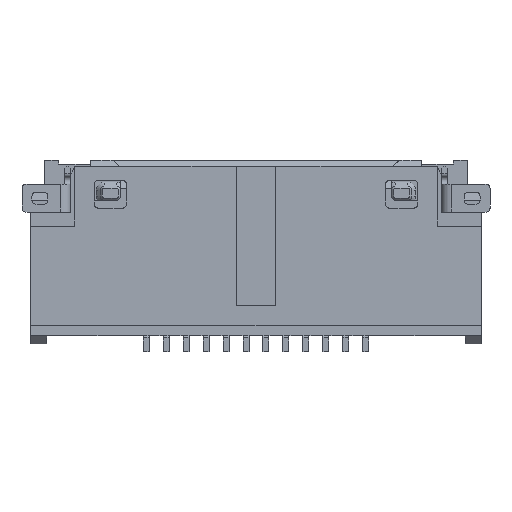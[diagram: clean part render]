
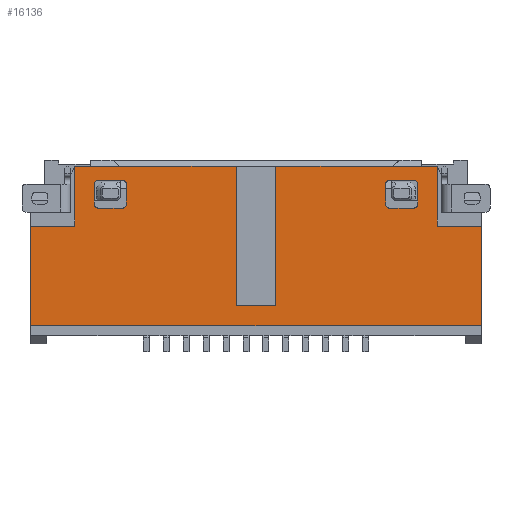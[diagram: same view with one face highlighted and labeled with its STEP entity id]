
A CAD part, left-side view. The second image highlights one B-rep face of the part: STEP entity #16136.
In plain terms, the highlighted planar face has unit normal (-1, 0, 0).
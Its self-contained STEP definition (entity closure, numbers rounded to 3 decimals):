
#1=DIRECTION('',(0.,0.,-1.));
#2=VECTOR('',#1,0.5);
#3=CARTESIAN_POINT('',(0.,2.4,-0.45));
#4=LINE('',#3,#2);
#5=CARTESIAN_POINT('',(0.,2.3,-0.95));
#6=DIRECTION('',(-1.,0.,0.));
#7=DIRECTION('',(0.,1.,0.));
#8=AXIS2_PLACEMENT_3D('',#5,#6,#7);
#10=DIRECTION('',(0.,-1.,0.));
#11=VECTOR('',#10,0.6);
#12=CARTESIAN_POINT('',(0.,2.3,-1.05));
#13=LINE('',#12,#11);
#14=CARTESIAN_POINT('',(0.,1.7,-0.95));
#15=DIRECTION('',(-1.,0.,0.));
#16=DIRECTION('',(0.,0.,-1.));
#17=AXIS2_PLACEMENT_3D('',#14,#15,#16);
#19=DIRECTION('',(0.,0.,1.));
#20=VECTOR('',#19,0.5);
#21=CARTESIAN_POINT('',(0.,1.6,-0.95));
#22=LINE('',#21,#20);
#23=CARTESIAN_POINT('',(0.,1.7,-0.45));
#24=DIRECTION('',(-1.,0.,0.));
#25=DIRECTION('',(0.,-1.,0.));
#26=AXIS2_PLACEMENT_3D('',#23,#24,#25);
#28=DIRECTION('',(0.,1.,0.));
#29=VECTOR('',#28,0.6);
#30=CARTESIAN_POINT('',(0.,1.7,-0.35));
#31=LINE('',#30,#29);
#32=CARTESIAN_POINT('',(0.,2.3,-0.45));
#33=DIRECTION('',(-1.,0.,0.));
#34=DIRECTION('',(0.,0.,1.));
#35=AXIS2_PLACEMENT_3D('',#32,#33,#34);
#37=DIRECTION('',(0.,-1.,0.));
#38=VECTOR('',#37,0.6);
#39=CARTESIAN_POINT('',(0.,9.6,-1.05));
#40=LINE('',#39,#38);
#41=CARTESIAN_POINT('',(0.,9.,-0.95));
#42=DIRECTION('',(-1.,0.,0.));
#43=DIRECTION('',(0.,0.,-1.));
#44=AXIS2_PLACEMENT_3D('',#41,#42,#43);
#46=DIRECTION('',(0.,0.,1.));
#47=VECTOR('',#46,0.5);
#48=CARTESIAN_POINT('',(0.,8.9,-0.95));
#49=LINE('',#48,#47);
#50=CARTESIAN_POINT('',(0.,9.,-0.45));
#51=DIRECTION('',(-1.,0.,0.));
#52=DIRECTION('',(0.,-1.,0.));
#53=AXIS2_PLACEMENT_3D('',#50,#51,#52);
#55=DIRECTION('',(0.,1.,0.));
#56=VECTOR('',#55,0.6);
#57=CARTESIAN_POINT('',(0.,9.,-0.35));
#58=LINE('',#57,#56);
#59=CARTESIAN_POINT('',(0.,9.6,-0.45));
#60=DIRECTION('',(-1.,0.,0.));
#61=DIRECTION('',(0.,0.,1.));
#62=AXIS2_PLACEMENT_3D('',#59,#60,#61);
#64=DIRECTION('',(0.,0.,-1.));
#65=VECTOR('',#64,0.5);
#66=CARTESIAN_POINT('',(0.,9.7,-0.45));
#67=LINE('',#66,#65);
#68=CARTESIAN_POINT('',(0.,9.6,-0.95));
#69=DIRECTION('',(-1.,0.,0.));
#70=DIRECTION('',(0.,1.,0.));
#71=AXIS2_PLACEMENT_3D('',#68,#69,#70);
#73=DIRECTION('',(0.,0.,1.));
#74=VECTOR('',#73,2.5);
#75=CARTESIAN_POINT('',(0.,11.3,-4.));
#76=LINE('',#75,#74);
#77=DIRECTION('',(0.,-1.,0.));
#78=VECTOR('',#77,1.11);
#79=CARTESIAN_POINT('',(0.,11.3,-1.5));
#80=LINE('',#79,#78);
#81=DIRECTION('',(0.,0.,1.));
#82=VECTOR('',#81,1.5);
#83=CARTESIAN_POINT('',(0.,10.19,-1.5));
#84=LINE('',#83,#82);
#85=DIRECTION('',(0.,-1.,0.));
#86=VECTOR('',#85,4.04);
#87=CARTESIAN_POINT('',(0.,10.19,0.));
#88=LINE('',#87,#86);
#89=DIRECTION('',(0.,1.,0.));
#90=VECTOR('',#89,1.);
#91=CARTESIAN_POINT('',(0.,5.15,-3.5));
#92=LINE('',#91,#90);
#93=DIRECTION('',(0.,-1.,0.));
#94=VECTOR('',#93,4.04);
#95=CARTESIAN_POINT('',(0.,5.15,0.));
#96=LINE('',#95,#94);
#97=DIRECTION('',(0.,0.,-1.));
#98=VECTOR('',#97,1.5);
#99=CARTESIAN_POINT('',(0.,1.11,0.));
#100=LINE('',#99,#98);
#101=DIRECTION('',(0.,-1.,0.));
#102=VECTOR('',#101,1.11);
#103=CARTESIAN_POINT('',(0.,1.11,-1.5));
#104=LINE('',#103,#102);
#105=DIRECTION('',(0.,0.,-1.));
#106=VECTOR('',#105,2.5);
#107=CARTESIAN_POINT('',(0.,0.,-1.5));
#108=LINE('',#107,#106);
#1009=DIRECTION('',(0.,-1.,0.));
#1010=VECTOR('',#1009,11.3);
#1011=CARTESIAN_POINT('',(0.,11.3,-4.));
#1012=LINE('',#1011,#1010);
#1154=DIRECTION('',(0.,0.,1.));
#1155=VECTOR('',#1154,3.5);
#1156=CARTESIAN_POINT('',(0.,6.15,-3.5));
#1157=LINE('',#1156,#1155);
#1162=DIRECTION('',(0.,0.,-1.));
#1163=VECTOR('',#1162,3.5);
#1164=CARTESIAN_POINT('',(0.,5.15,0.));
#1165=LINE('',#1164,#1163);
#12345=CARTESIAN_POINT('',(0.,11.3,-4.));
#12346=CARTESIAN_POINT('',(0.,11.3,-1.5));
#12347=VERTEX_POINT('',#12345);
#12348=VERTEX_POINT('',#12346);
#12349=CARTESIAN_POINT('',(0.,10.19,-1.5));
#12350=VERTEX_POINT('',#12349);
#12351=CARTESIAN_POINT('',(0.,10.19,0.));
#12352=VERTEX_POINT('',#12351);
#12353=CARTESIAN_POINT('',(0.,1.11,0.));
#12354=CARTESIAN_POINT('',(0.,1.11,-1.5));
#12355=VERTEX_POINT('',#12353);
#12356=VERTEX_POINT('',#12354);
#12357=CARTESIAN_POINT('',(0.,0.,-1.5));
#12358=VERTEX_POINT('',#12357);
#12359=CARTESIAN_POINT('',(0.,0.,-4.));
#12360=VERTEX_POINT('',#12359);
#12361=CARTESIAN_POINT('',(0.,2.4,-0.45));
#12362=CARTESIAN_POINT('',(0.,2.4,-0.95));
#12363=VERTEX_POINT('',#12361);
#12364=VERTEX_POINT('',#12362);
#12365=CARTESIAN_POINT('',(0.,2.3,-1.05));
#12366=VERTEX_POINT('',#12365);
#12367=CARTESIAN_POINT('',(0.,1.7,-1.05));
#12368=VERTEX_POINT('',#12367);
#12369=CARTESIAN_POINT('',(0.,1.6,-0.95));
#12370=VERTEX_POINT('',#12369);
#12371=CARTESIAN_POINT('',(0.,1.6,-0.45));
#12372=VERTEX_POINT('',#12371);
#12373=CARTESIAN_POINT('',(0.,1.7,-0.35));
#12374=VERTEX_POINT('',#12373);
#12375=CARTESIAN_POINT('',(0.,2.3,-0.35));
#12376=VERTEX_POINT('',#12375);
#12377=CARTESIAN_POINT('',(0.,9.6,-1.05));
#12378=CARTESIAN_POINT('',(0.,9.,-1.05));
#12379=VERTEX_POINT('',#12377);
#12380=VERTEX_POINT('',#12378);
#12381=CARTESIAN_POINT('',(0.,8.9,-0.95));
#12382=VERTEX_POINT('',#12381);
#12383=CARTESIAN_POINT('',(0.,8.9,-0.45));
#12384=VERTEX_POINT('',#12383);
#12385=CARTESIAN_POINT('',(0.,9.,-0.35));
#12386=VERTEX_POINT('',#12385);
#12387=CARTESIAN_POINT('',(0.,9.6,-0.35));
#12388=VERTEX_POINT('',#12387);
#12389=CARTESIAN_POINT('',(0.,9.7,-0.45));
#12390=VERTEX_POINT('',#12389);
#12391=CARTESIAN_POINT('',(0.,9.7,-0.95));
#12392=VERTEX_POINT('',#12391);
#16057=CARTESIAN_POINT('',(0.,5.15,0.));
#16058=VERTEX_POINT('',#16057);
#16059=CARTESIAN_POINT('',(0.,6.15,0.));
#16060=VERTEX_POINT('',#16059);
#16062=CARTESIAN_POINT('',(0.,6.15,-3.5));
#16064=VERTEX_POINT('',#16062);
#16065=CARTESIAN_POINT('',(0.,5.15,-3.5));
#16067=VERTEX_POINT('',#16065);
#16069=CARTESIAN_POINT('',(0.,5.65,-2.));
#16070=DIRECTION('',(1.,0.,0.));
#16071=DIRECTION('',(0.,-1.,0.));
#16072=AXIS2_PLACEMENT_3D('',#16069,#16070,#16071);
#16073=PLANE('',#16072);
#16075=ORIENTED_EDGE('',*,*,#16074,.F.);
#16077=ORIENTED_EDGE('',*,*,#16076,.T.);
#16079=ORIENTED_EDGE('',*,*,#16078,.T.);
#16081=ORIENTED_EDGE('',*,*,#16080,.T.);
#16083=ORIENTED_EDGE('',*,*,#16082,.T.);
#16085=ORIENTED_EDGE('',*,*,#16084,.F.);
#16087=ORIENTED_EDGE('',*,*,#16086,.F.);
#16089=ORIENTED_EDGE('',*,*,#16088,.F.);
#16091=ORIENTED_EDGE('',*,*,#16090,.T.);
#16093=ORIENTED_EDGE('',*,*,#16092,.T.);
#16095=ORIENTED_EDGE('',*,*,#16094,.T.);
#16097=ORIENTED_EDGE('',*,*,#16096,.T.);
#16098=EDGE_LOOP('',(#16075,#16077,#16079,#16081,#16083,#16085,#16087,#16089,
#16091,#16093,#16095,#16097));
#16099=FACE_OUTER_BOUND('',#16098,.F.);
#16101=ORIENTED_EDGE('',*,*,#16100,.T.);
#16103=ORIENTED_EDGE('',*,*,#16102,.T.);
#16105=ORIENTED_EDGE('',*,*,#16104,.T.);
#16107=ORIENTED_EDGE('',*,*,#16106,.T.);
#16109=ORIENTED_EDGE('',*,*,#16108,.T.);
#16111=ORIENTED_EDGE('',*,*,#16110,.T.);
#16113=ORIENTED_EDGE('',*,*,#16112,.T.);
#16115=ORIENTED_EDGE('',*,*,#16114,.T.);
#16116=EDGE_LOOP('',(#16101,#16103,#16105,#16107,#16109,#16111,#16113,#16115));
#16117=FACE_BOUND('',#16116,.F.);
#16119=ORIENTED_EDGE('',*,*,#16118,.T.);
#16121=ORIENTED_EDGE('',*,*,#16120,.T.);
#16123=ORIENTED_EDGE('',*,*,#16122,.T.);
#16125=ORIENTED_EDGE('',*,*,#16124,.T.);
#16127=ORIENTED_EDGE('',*,*,#16126,.T.);
#16129=ORIENTED_EDGE('',*,*,#16128,.T.);
#16131=ORIENTED_EDGE('',*,*,#16130,.T.);
#16133=ORIENTED_EDGE('',*,*,#16132,.T.);
#16134=EDGE_LOOP('',(#16119,#16121,#16123,#16125,#16127,#16129,#16131,#16133));
#16135=FACE_BOUND('',#16134,.F.);
#9=CIRCLE('',#8,0.1);
#18=CIRCLE('',#17,0.1);
#27=CIRCLE('',#26,0.1);
#36=CIRCLE('',#35,0.1);
#45=CIRCLE('',#44,0.1);
#54=CIRCLE('',#53,0.1);
#63=CIRCLE('',#62,0.1);
#72=CIRCLE('',#71,0.1);
#16074=EDGE_CURVE('',#12347,#12360,#1012,.T.);
#16076=EDGE_CURVE('',#12347,#12348,#76,.T.);
#16078=EDGE_CURVE('',#12348,#12350,#80,.T.);
#16080=EDGE_CURVE('',#12350,#12352,#84,.T.);
#16082=EDGE_CURVE('',#12352,#16060,#88,.T.);
#16084=EDGE_CURVE('',#16064,#16060,#1157,.T.);
#16086=EDGE_CURVE('',#16067,#16064,#92,.T.);
#16088=EDGE_CURVE('',#16058,#16067,#1165,.T.);
#16090=EDGE_CURVE('',#16058,#12355,#96,.T.);
#16092=EDGE_CURVE('',#12355,#12356,#100,.T.);
#16094=EDGE_CURVE('',#12356,#12358,#104,.T.);
#16096=EDGE_CURVE('',#12358,#12360,#108,.T.);
#16100=EDGE_CURVE('',#12379,#12380,#40,.T.);
#16102=EDGE_CURVE('',#12380,#12382,#45,.T.);
#16104=EDGE_CURVE('',#12382,#12384,#49,.T.);
#16106=EDGE_CURVE('',#12384,#12386,#54,.T.);
#16108=EDGE_CURVE('',#12386,#12388,#58,.T.);
#16110=EDGE_CURVE('',#12388,#12390,#63,.T.);
#16112=EDGE_CURVE('',#12390,#12392,#67,.T.);
#16114=EDGE_CURVE('',#12392,#12379,#72,.T.);
#16118=EDGE_CURVE('',#12363,#12364,#4,.T.);
#16120=EDGE_CURVE('',#12364,#12366,#9,.T.);
#16122=EDGE_CURVE('',#12366,#12368,#13,.T.);
#16124=EDGE_CURVE('',#12368,#12370,#18,.T.);
#16126=EDGE_CURVE('',#12370,#12372,#22,.T.);
#16128=EDGE_CURVE('',#12372,#12374,#27,.T.);
#16130=EDGE_CURVE('',#12374,#12376,#31,.T.);
#16132=EDGE_CURVE('',#12376,#12363,#36,.T.);
#16136=ADVANCED_FACE('',(#16099,#16117,#16135),#16073,.F.);
